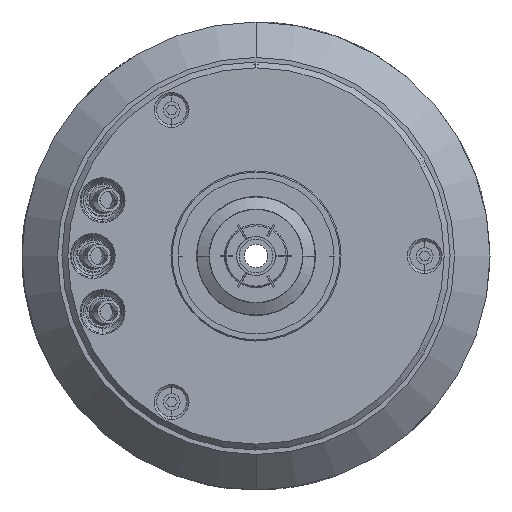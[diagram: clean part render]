
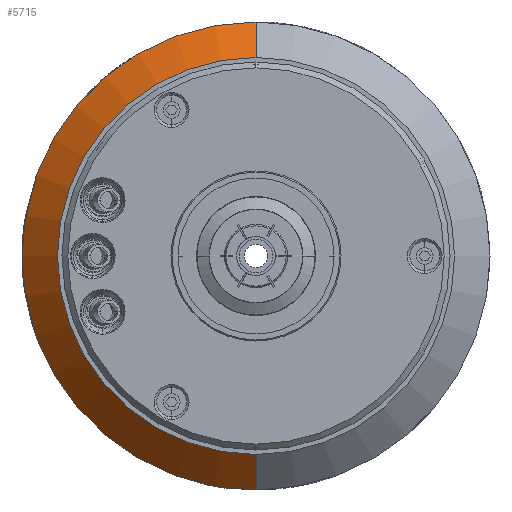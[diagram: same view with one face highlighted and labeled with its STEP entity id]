
A CAD part, left-side view. The second image highlights one B-rep face of the part: STEP entity #5715.
In plain terms, the highlighted conical face has half-angle 45 degrees and reference radius 60 mm.
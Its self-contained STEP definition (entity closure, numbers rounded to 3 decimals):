
#3474 = CARTESIAN_POINT ( 'NONE',  ( -262.4, 0., 60. ) ) ;
#3683 = CARTESIAN_POINT ( 'NONE',  ( -271.5, 0., 50.9 ) ) ;
#3815 = CARTESIAN_POINT ( 'NONE',  ( -262.4, 0., -60. ) ) ;
#4044 = CARTESIAN_POINT ( 'NONE',  ( -271.5, 0., -50.9 ) ) ;
#4224 = ORIENTED_EDGE ( 'NONE', *, *, #10815, .F. ) ;
#4263 = ORIENTED_EDGE ( 'NONE', *, *, #10822, .F. ) ;
#4292 = ORIENTED_EDGE ( 'NONE', *, *, #10818, .T. ) ;
#4949 = ORIENTED_EDGE ( 'NONE', *, *, #10814, .T. ) ;
#5715 = ADVANCED_FACE ( 'NONE', ( #12689 ), #13042, .T. ) ;
#10814 = EDGE_CURVE ( 'NONE', #15533, #15160, #14190, .T. ) ;
#10815 = EDGE_CURVE ( 'NONE', #15533, #15516, #14100, .T. ) ;
#10818 = EDGE_CURVE ( 'NONE', #15160, #15148, #14107, .T. ) ;
#10822 = EDGE_CURVE ( 'NONE', #15516, #15148, #13931, .T. ) ;
#11529 = AXIS2_PLACEMENT_3D ( 'NONE', #17971, #17912, #17960 ) ;
#12689 = FACE_OUTER_BOUND ( 'NONE', #22260, .T. ) ;
#13042 = CONICAL_SURFACE ( 'NONE', #11529, 60., 0.785 ) ;
#13931 = LINE ( 'NONE', #23087, #13986 ) ;
#13986 = VECTOR ( 'NONE', #23095, 1000. ) ;
#14100 = CIRCLE ( 'NONE', #20839, 50.9 ) ;
#14107 = CIRCLE ( 'NONE', #20836, 60. ) ;
#14127 = VECTOR ( 'NONE', #22951, 1000. ) ;
#14190 = LINE ( 'NONE', #23202, #14127 ) ;
#15148 = VERTEX_POINT ( 'NONE', #3815 ) ;
#15160 = VERTEX_POINT ( 'NONE', #3474 ) ;
#15516 = VERTEX_POINT ( 'NONE', #4044 ) ;
#15533 = VERTEX_POINT ( 'NONE', #3683 ) ;
#17912 = DIRECTION ( 'NONE',  ( 1., 0., 0. ) ) ;
#17960 = DIRECTION ( 'NONE',  ( 0., 0., -1. ) ) ;
#17971 = CARTESIAN_POINT ( 'NONE',  ( -262.4, 0., 0. ) ) ;
#20836 = AXIS2_PLACEMENT_3D ( 'NONE', #22929, #23110, #23156 ) ;
#20839 = AXIS2_PLACEMENT_3D ( 'NONE', #23003, #23178, #23200 ) ;
#22260 = EDGE_LOOP ( 'NONE', ( #4224, #4949, #4292, #4263 ) ) ;
#22929 = CARTESIAN_POINT ( 'NONE',  ( -262.4, 0., 0. ) ) ;
#22951 = DIRECTION ( 'NONE',  ( 0.707, 0., 0.707 ) ) ;
#23003 = CARTESIAN_POINT ( 'NONE',  ( -271.5, 0., 0. ) ) ;
#23087 = CARTESIAN_POINT ( 'NONE',  ( -262.4, 0., -60. ) ) ;
#23095 = DIRECTION ( 'NONE',  ( 0.707, 0., -0.707 ) ) ;
#23110 = DIRECTION ( 'NONE',  ( -1., 0., 0. ) ) ;
#23156 = DIRECTION ( 'NONE',  ( 0., 0., 1. ) ) ;
#23178 = DIRECTION ( 'NONE',  ( -1., 0., 0. ) ) ;
#23200 = DIRECTION ( 'NONE',  ( 0., 0., 1. ) ) ;
#23202 = CARTESIAN_POINT ( 'NONE',  ( -262.4, 0., 60. ) ) ;
